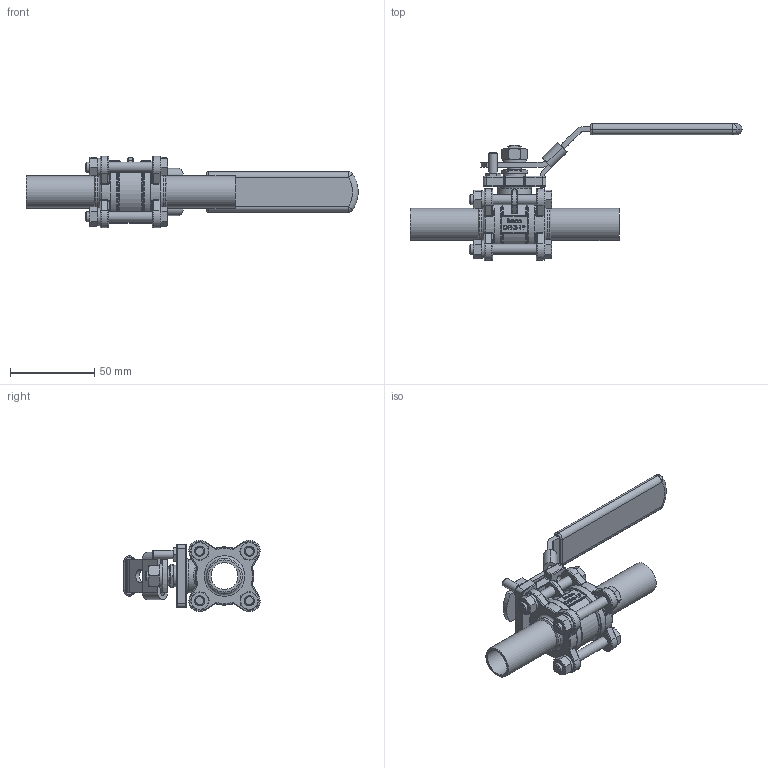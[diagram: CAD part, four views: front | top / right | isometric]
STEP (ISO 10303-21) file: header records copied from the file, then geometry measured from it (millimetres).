
FILE_DESCRIPTION (( 'STEP AP214' ), '1' );
FILE_NAME ('ORK3-19 Kugelhahn DIN11852 heco.STEP', '2015-06-02T09:10:54', ( 'test' ), ( '' ), 'SwSTEP 2.0', 'SolidWorks 2011', '' );
FILE_SCHEMA (( 'AUTOMOTIVE_DESIGN' ));
Length unit declared in the file: millimetre
Products named in the file (1): ORK3-19 Kugelhahn DIN11852 heco
Bounding box: 196.94 x 80.95 x 42.4 mm (x, y, z)
Volume: 75314.3 mm3; surface area: 38260.1 mm2
Topology: 1 solids, 1 shells, 969 faces, 2377 edges, 1431 vertices
Faces by surface type: plane 326, bspline 254, cylinder 185, cone 102, torus 90, sphere 12
Full cylindrical faces by diameter (mm): 4.2 x4, 5 x1, 6 x8, 6.6 x8, 6.8 x1, 8 x2, 10.5 x4, 12.7 x1, 14 x1, 16 x1, 19 x2, 20.01 x1, 21 x2, 34 x2, 34.5 x2
Entity records: 48982 total; most frequent: CARTESIAN_POINT 17885, ORIENTED_EDGE 4522, DIRECTION 3632, EDGE_CURVE 2261, VERTEX_POINT 1406, AXIS2_PLACEMENT_3D 1359, EDGE_LOOP 1105, FACE_OUTER_BOUND 1012
